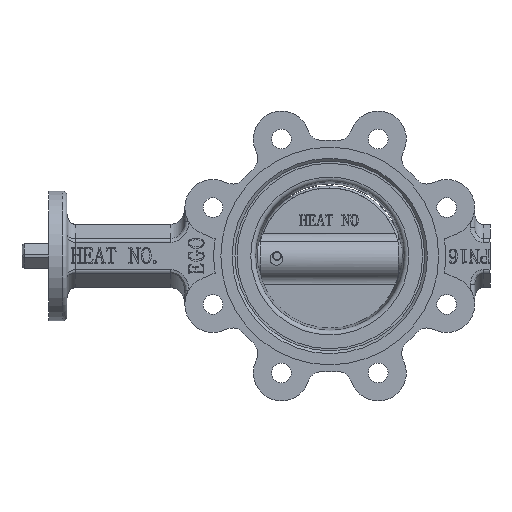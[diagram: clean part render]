
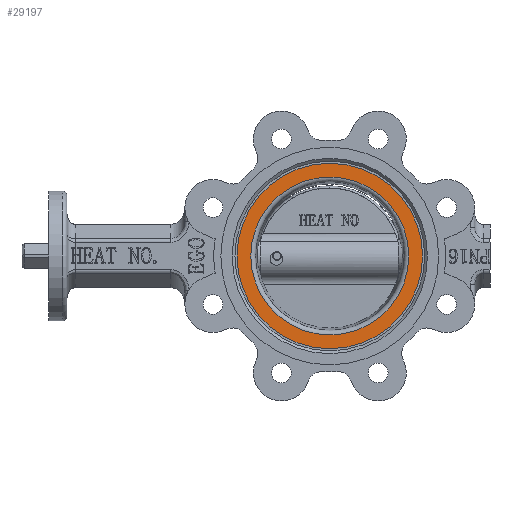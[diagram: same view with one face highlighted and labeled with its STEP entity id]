
A CAD part, left-side view. The second image highlights one B-rep face of the part: STEP entity #29197.
In plain terms, the highlighted planar face has unit normal (-1, 0, 0).
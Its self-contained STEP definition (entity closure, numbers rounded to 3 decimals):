
#6283=FACE_BOUND('',#8495,.T.);
#6489=PLANE('',#30592);
#7251=FACE_OUTER_BOUND('',#8494,.T.);
#8494=EDGE_LOOP('',(#19856,#19857));
#8495=EDGE_LOOP('',(#19858,#19859));
#9947=CIRCLE('',#30590,66.);
#9948=CIRCLE('',#30591,66.);
#9949=CIRCLE('',#30593,56.203);
#9950=CIRCLE('',#30594,56.203);
#11634=VERTEX_POINT('',#37316);
#11635=VERTEX_POINT('',#37318);
#11636=VERTEX_POINT('',#37322);
#11637=VERTEX_POINT('',#37323);
#15211=EDGE_CURVE('',#11634,#11635,#9947,.T.);
#15212=EDGE_CURVE('',#11635,#11634,#9948,.T.);
#15213=EDGE_CURVE('',#11636,#11637,#9949,.T.);
#15214=EDGE_CURVE('',#11637,#11636,#9950,.T.);
#19856=ORIENTED_EDGE('',*,*,#15212,.F.);
#19857=ORIENTED_EDGE('',*,*,#15211,.F.);
#19858=ORIENTED_EDGE('',*,*,#15213,.T.);
#19859=ORIENTED_EDGE('',*,*,#15214,.T.);
#29197=ADVANCED_FACE('',(#7251,#6283),#6489,.T.);
#30590=AXIS2_PLACEMENT_3D('',#37319,#31881,#31882);
#30591=AXIS2_PLACEMENT_3D('',#37320,#31883,#31884);
#30592=AXIS2_PLACEMENT_3D('',#37321,#31885,#31886);
#30593=AXIS2_PLACEMENT_3D('',#37324,#31887,#31888);
#30594=AXIS2_PLACEMENT_3D('',#37325,#31889,#31890);
#31881=DIRECTION('center_axis',(1.,0.,0.));
#31882=DIRECTION('ref_axis',(0.,0.,-1.));
#31883=DIRECTION('center_axis',(1.,0.,0.));
#31884=DIRECTION('ref_axis',(0.,0.,-1.));
#31885=DIRECTION('center_axis',(-1.,0.,0.));
#31886=DIRECTION('ref_axis',(0.,0.,1.));
#31887=DIRECTION('center_axis',(1.,0.,0.));
#31888=DIRECTION('ref_axis',(0.,0.,-1.));
#31889=DIRECTION('center_axis',(1.,0.,0.));
#31890=DIRECTION('ref_axis',(0.,0.,-1.));
#37316=CARTESIAN_POINT('',(-27.75,0.,66.));
#37318=CARTESIAN_POINT('',(-27.75,0.,-66.));
#37319=CARTESIAN_POINT('Origin',(-27.75,0.,0.));
#37320=CARTESIAN_POINT('Origin',(-27.75,0.,0.));
#37321=CARTESIAN_POINT('Origin',(-27.75,66.,0.));
#37322=CARTESIAN_POINT('',(-27.75,0.,-56.203));
#37323=CARTESIAN_POINT('',(-27.75,0.,56.203));
#37324=CARTESIAN_POINT('Origin',(-27.75,0.,0.));
#37325=CARTESIAN_POINT('Origin',(-27.75,0.,0.));
